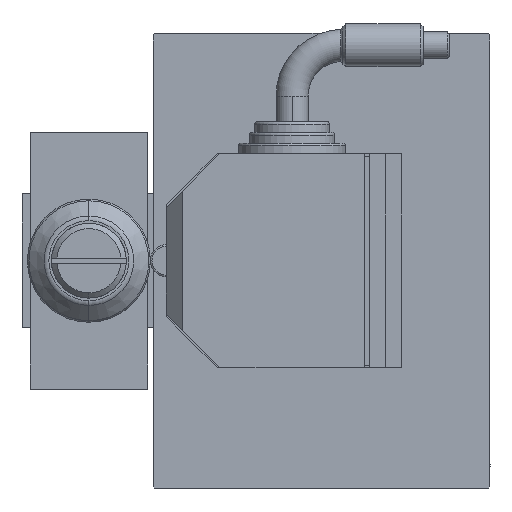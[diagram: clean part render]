
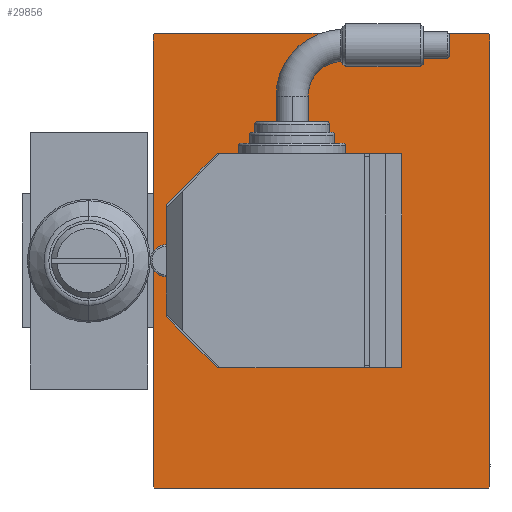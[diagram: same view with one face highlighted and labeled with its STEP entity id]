
A CAD part, left-side view. The second image highlights one B-rep face of the part: STEP entity #29856.
In plain terms, the highlighted face is planar.
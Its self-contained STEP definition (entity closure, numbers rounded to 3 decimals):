
#611 = CARTESIAN_POINT ( 'NONE',  ( 143., -36.85, 36.85 ) ) ;
#687 = DIRECTION ( 'NONE',  ( 0., 0.707, 0.707 ) ) ;
#1204 = EDGE_CURVE ( 'NONE', #8469, #4049, #9822, .T. ) ;
#1522 = DIRECTION ( 'NONE',  ( 0., 0., -1. ) ) ;
#1845 = VERTEX_POINT ( 'NONE', #11511 ) ;
#2011 = VECTOR ( 'NONE', #1522, 1000. ) ;
#2053 = CARTESIAN_POINT ( 'NONE',  ( 143., -36.85, -36.85 ) ) ;
#2314 = LINE ( 'NONE', #2053, #35011 ) ;
#2621 = LINE ( 'NONE', #13437, #44228 ) ;
#4049 = VERTEX_POINT ( 'NONE', #48989 ) ;
#5795 = AXIS2_PLACEMENT_3D ( 'NONE', #27187, #23586, #8397 ) ;
#6170 = DIRECTION ( 'NONE',  ( 0., 0.707, -0.707 ) ) ;
#7899 = FACE_OUTER_BOUND ( 'NONE', #48232, .T. ) ;
#8397 = DIRECTION ( 'NONE',  ( 0., 0., -1. ) ) ;
#8469 = VERTEX_POINT ( 'NONE', #8561 ) ;
#8561 = CARTESIAN_POINT ( 'NONE',  ( 143., -31.5, 42.2 ) ) ;
#9326 = DIRECTION ( 'NONE',  ( 0., -0.707, 0.707 ) ) ;
#9822 = LINE ( 'NONE', #36207, #2011 ) ;
#10408 = VECTOR ( 'NONE', #13110, 1000. ) ;
#11211 = ORIENTED_EDGE ( 'NONE', *, *, #1204, .T. ) ;
#11511 = CARTESIAN_POINT ( 'NONE',  ( 143., -31.2, 42.5 ) ) ;
#11749 = CARTESIAN_POINT ( 'NONE',  ( 143., 36.85, -36.85 ) ) ;
#12676 = VECTOR ( 'NONE', #22845, 1000. ) ;
#13110 = DIRECTION ( 'NONE',  ( 0., 0., 1. ) ) ;
#13437 = CARTESIAN_POINT ( 'NONE',  ( 143., 36.85, 36.85 ) ) ;
#13871 = CARTESIAN_POINT ( 'NONE',  ( 143., 31.5, -42.5 ) ) ;
#17710 = LINE ( 'NONE', #13871, #10408 ) ;
#19695 = CARTESIAN_POINT ( 'NONE',  ( 143., -31.2, -42.5 ) ) ;
#20706 = EDGE_CURVE ( 'NONE', #28554, #22977, #17710, .T. ) ;
#21421 = VECTOR ( 'NONE', #687, 1000. ) ;
#22845 = DIRECTION ( 'NONE',  ( 0., 1., 0. ) ) ;
#22977 = VERTEX_POINT ( 'NONE', #24767 ) ;
#23180 = ORIENTED_EDGE ( 'NONE', *, *, #20706, .T. ) ;
#23586 = DIRECTION ( 'NONE',  ( 1., 0., 0. ) ) ;
#24065 = VECTOR ( 'NONE', #45271, 1000. ) ;
#24359 = VERTEX_POINT ( 'NONE', #19695 ) ;
#24767 = CARTESIAN_POINT ( 'NONE',  ( 143., 31.5, 42.2 ) ) ;
#25052 = ORIENTED_EDGE ( 'NONE', *, *, #42192, .T. ) ;
#25739 = EDGE_CURVE ( 'NONE', #22977, #49939, #2621, .T. ) ;
#27187 = CARTESIAN_POINT ( 'NONE',  ( 143., 0., 0. ) ) ;
#28554 = VERTEX_POINT ( 'NONE', #33968 ) ;
#29555 = ORIENTED_EDGE ( 'NONE', *, *, #39893, .T. ) ;
#29594 = CARTESIAN_POINT ( 'NONE',  ( 143., -31.5, -42.5 ) ) ;
#29856 = ADVANCED_FACE ( 'NONE', ( #7899 ), #43590, .T. ) ;
#29888 = EDGE_CURVE ( 'NONE', #48803, #28554, #38730, .T. ) ;
#33968 = CARTESIAN_POINT ( 'NONE',  ( 143., 31.5, -42.2 ) ) ;
#35011 = VECTOR ( 'NONE', #6170, 1000. ) ;
#35059 = CARTESIAN_POINT ( 'NONE',  ( 143., 31.2, 42.5 ) ) ;
#35392 = CARTESIAN_POINT ( 'NONE',  ( 143., 31.2, -42.5 ) ) ;
#36207 = CARTESIAN_POINT ( 'NONE',  ( 143., -31.5, 42.5 ) ) ;
#38706 = EDGE_CURVE ( 'NONE', #1845, #8469, #39661, .T. ) ;
#38730 = LINE ( 'NONE', #11749, #21421 ) ;
#39661 = LINE ( 'NONE', #611, #24065 ) ;
#39893 = EDGE_CURVE ( 'NONE', #49939, #1845, #40924, .T. ) ;
#40924 = LINE ( 'NONE', #45979, #48685 ) ;
#41130 = LINE ( 'NONE', #29594, #12676 ) ;
#41199 = ORIENTED_EDGE ( 'NONE', *, *, #50449, .T. ) ;
#42192 = EDGE_CURVE ( 'NONE', #24359, #48803, #41130, .T. ) ;
#43240 = ORIENTED_EDGE ( 'NONE', *, *, #38706, .T. ) ;
#43590 = PLANE ( 'NONE',  #5795 ) ;
#44228 = VECTOR ( 'NONE', #9326, 1000. ) ;
#44308 = ORIENTED_EDGE ( 'NONE', *, *, #29888, .T. ) ;
#45271 = DIRECTION ( 'NONE',  ( 0., -0.707, -0.707 ) ) ;
#45979 = CARTESIAN_POINT ( 'NONE',  ( 143., 31.5, 42.5 ) ) ;
#48140 = DIRECTION ( 'NONE',  ( 0., -1., 0. ) ) ;
#48170 = ORIENTED_EDGE ( 'NONE', *, *, #25739, .T. ) ;
#48232 = EDGE_LOOP ( 'NONE', ( #25052, #44308, #23180, #48170, #29555, #43240, #11211, #41199 ) ) ;
#48685 = VECTOR ( 'NONE', #48140, 1000. ) ;
#48803 = VERTEX_POINT ( 'NONE', #35392 ) ;
#48989 = CARTESIAN_POINT ( 'NONE',  ( 143., -31.5, -42.2 ) ) ;
#49939 = VERTEX_POINT ( 'NONE', #35059 ) ;
#50449 = EDGE_CURVE ( 'NONE', #4049, #24359, #2314, .T. ) ;
